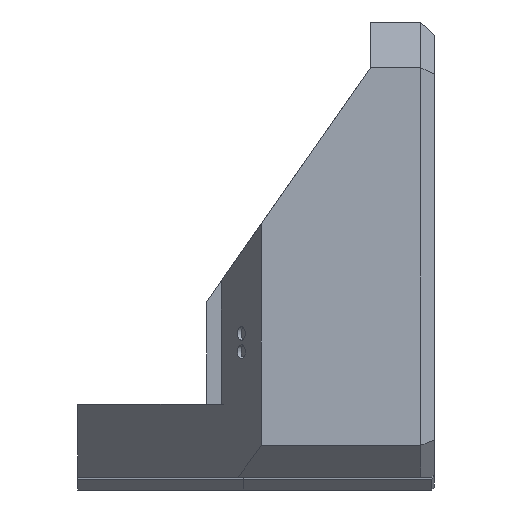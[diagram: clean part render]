
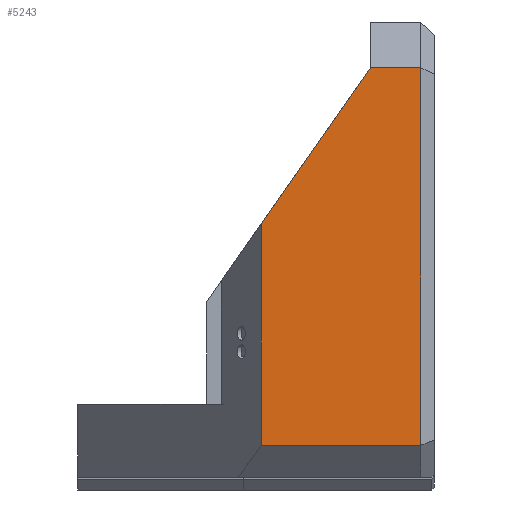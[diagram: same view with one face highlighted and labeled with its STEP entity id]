
A CAD part, left-side view. The second image highlights one B-rep face of the part: STEP entity #5243.
In plain terms, the highlighted planar face has unit normal (-1, 0, 0).
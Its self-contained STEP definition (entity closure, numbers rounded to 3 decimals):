
#421=FACE_OUTER_BOUND('',#729,.T.);
#729=EDGE_LOOP('',(#4357,#4358,#4359,#4360,#4361));
#1290=LINE('',#8294,#1926);
#1295=LINE('',#8305,#1931);
#1296=LINE('',#8307,#1932);
#1297=LINE('',#8309,#1933);
#1298=LINE('',#8310,#1934);
#1926=VECTOR('',#6764,10.);
#1931=VECTOR('',#6775,10.);
#1932=VECTOR('',#6776,10.);
#1933=VECTOR('',#6777,10.);
#1934=VECTOR('',#6778,10.);
#2444=VERTEX_POINT('',#8241);
#2460=VERTEX_POINT('',#8292);
#2463=VERTEX_POINT('',#8304);
#2464=VERTEX_POINT('',#8306);
#2465=VERTEX_POINT('',#8308);
#3121=EDGE_CURVE('',#2460,#2444,#1290,.T.);
#3126=EDGE_CURVE('',#2463,#2460,#1295,.T.);
#3127=EDGE_CURVE('',#2463,#2464,#1296,.T.);
#3128=EDGE_CURVE('',#2464,#2465,#1297,.T.);
#3129=EDGE_CURVE('',#2444,#2465,#1298,.T.);
#4357=ORIENTED_EDGE('',*,*,#3121,.F.);
#4358=ORIENTED_EDGE('',*,*,#3126,.F.);
#4359=ORIENTED_EDGE('',*,*,#3127,.T.);
#4360=ORIENTED_EDGE('',*,*,#3128,.T.);
#4361=ORIENTED_EDGE('',*,*,#3129,.F.);
#4970=PLANE('',#5636);
#5243=ADVANCED_FACE('',(#421),#4970,.T.);
#5636=AXIS2_PLACEMENT_3D('',#8303,#6773,#6774);
#6764=DIRECTION('',(0.,0.,-1.));
#6773=DIRECTION('center_axis',(-1.,0.,0.));
#6774=DIRECTION('ref_axis',(0.,-1.,0.));
#6775=DIRECTION('',(0.,-1.,0.));
#6776=DIRECTION('',(0.,0.574,-0.819));
#6777=DIRECTION('',(0.,0.,-1.));
#6778=DIRECTION('',(0.,1.,0.));
#8241=CARTESIAN_POINT('',(-26.25,1.5,3.5));
#8292=CARTESIAN_POINT('',(-26.25,1.5,45.));
#8294=CARTESIAN_POINT('',(-26.25,1.5,0.));
#8303=CARTESIAN_POINT('Origin',(-26.25,39.2,0.));
#8304=CARTESIAN_POINT('',(-26.25,7.,45.));
#8305=CARTESIAN_POINT('',(-26.25,29.4,45.));
#8306=CARTESIAN_POINT('',(-26.25,19.,27.862));
#8307=CARTESIAN_POINT('',(-26.25,31.868,9.484));
#8308=CARTESIAN_POINT('',(-26.25,19.,3.5));
#8309=CARTESIAN_POINT('',(-26.25,19.,4.));
#8310=CARTESIAN_POINT('',(-26.25,29.4,3.5));
